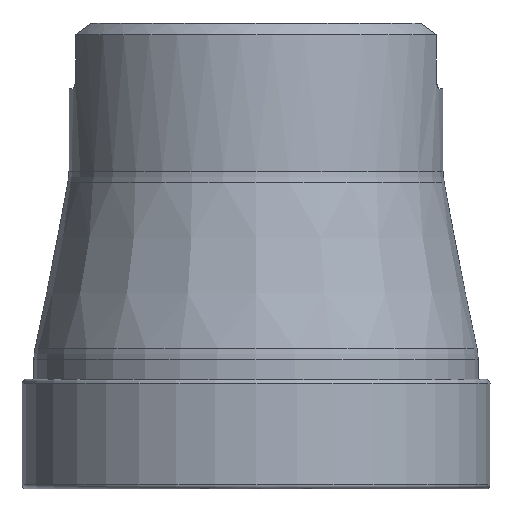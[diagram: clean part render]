
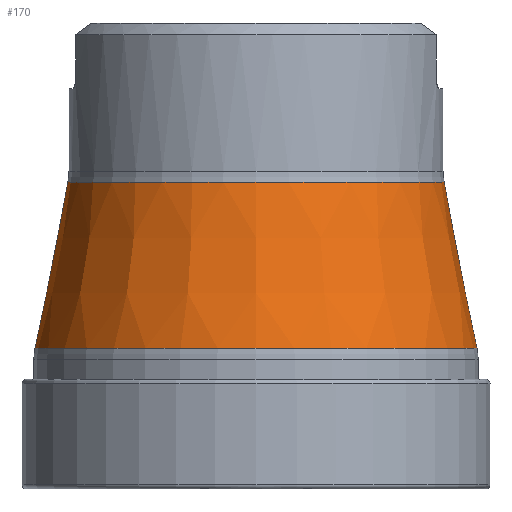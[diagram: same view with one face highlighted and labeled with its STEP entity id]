
A CAD part, left-side view. The second image highlights one B-rep face of the part: STEP entity #170.
In plain terms, the highlighted conical face has half-angle 11.2 degrees and reference radius 16 mm.
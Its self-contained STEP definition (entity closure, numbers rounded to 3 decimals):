
#47=CONICAL_SURFACE('',#714,16.,11.2);
#170=ADVANCED_FACE('',(#263,#264),#47,.T.);
#263=FACE_BOUND('',#317,.T.);
#264=FACE_BOUND('',#318,.T.);
#317=EDGE_LOOP('',(#395));
#318=EDGE_LOOP('',(#396));
#395=ORIENTED_EDGE('',*,*,#598,.T.);
#396=ORIENTED_EDGE('',*,*,#599,.T.);
#541=VERTEX_POINT('',#1109);
#542=VERTEX_POINT('',#1111);
#598=EDGE_CURVE('',#541,#541,#671,.T.);
#599=EDGE_CURVE('',#542,#542,#672,.T.);
#671=CIRCLE('',#712,18.905);
#672=CIRCLE('',#713,16.095);
#712=AXIS2_PLACEMENT_3D('',#1108,#816,#817);
#713=AXIS2_PLACEMENT_3D('',#1110,#818,#819);
#714=AXIS2_PLACEMENT_3D('',#1112,#820,#821);
#816=DIRECTION('',(0.,0.,1.));
#817=DIRECTION('',(1.,0.,0.));
#818=DIRECTION('',(0.,0.,-1.));
#819=DIRECTION('',(-1.,0.,0.));
#820=DIRECTION('',(0.,0.,-1.));
#821=DIRECTION('',(-1.,0.,0.));
#1108=CARTESIAN_POINT('',(0.,0.,-27.819));
#1109=CARTESIAN_POINT('',(18.905,0.,-27.819));
#1110=CARTESIAN_POINT('',(0.,0.,-13.63));
#1111=CARTESIAN_POINT('',(-16.095,0.,-13.63));
#1112=CARTESIAN_POINT('',(0.,0.,-13.149));
